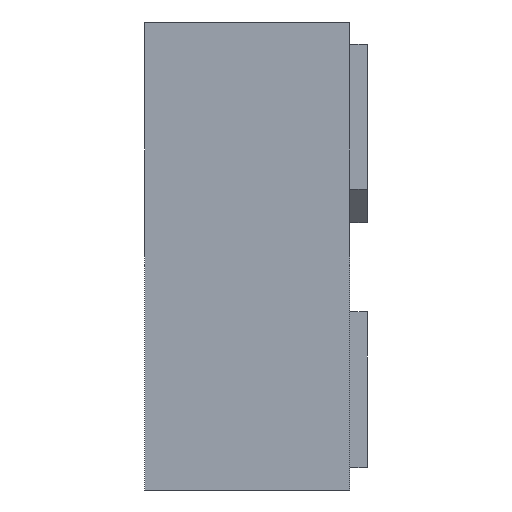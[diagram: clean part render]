
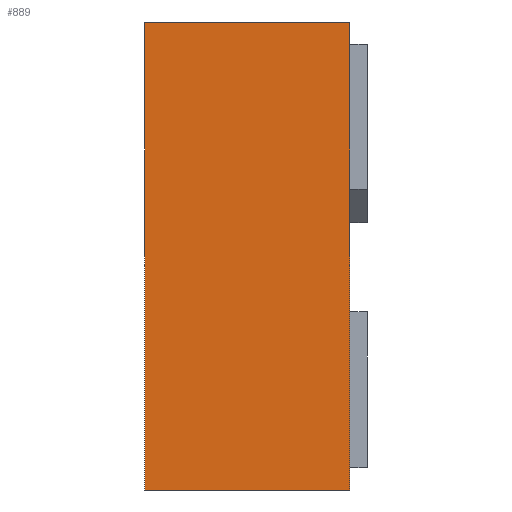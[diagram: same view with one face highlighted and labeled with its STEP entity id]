
A CAD part, left-side view. The second image highlights one B-rep face of the part: STEP entity #889.
In plain terms, the highlighted planar face has unit normal (-1, 0, 0).
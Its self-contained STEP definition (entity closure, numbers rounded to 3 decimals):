
#4 = EDGE_CURVE ( 'NONE', #364, #332, #590, .T. ) ;
#90 = LINE ( 'NONE', #229, #1512 ) ;
#124 = EDGE_CURVE ( 'NONE', #1415, #197, #353, .T. ) ;
#149 = CARTESIAN_POINT ( 'NONE',  ( 0., 0.46, -1.05 ) ) ;
#180 = AXIS2_PLACEMENT_3D ( 'NONE', #1334, #534, #920 ) ;
#197 = VERTEX_POINT ( 'NONE', #1589 ) ;
#229 = CARTESIAN_POINT ( 'NONE',  ( 0., 0.46, 0. ) ) ;
#232 = DIRECTION ( 'NONE',  ( 0., 0., 1. ) ) ;
#268 = FACE_OUTER_BOUND ( 'NONE', #431, .T. ) ;
#271 = LINE ( 'NONE', #1035, #844 ) ;
#305 = EDGE_CURVE ( 'NONE', #332, #197, #90, .T. ) ;
#332 = VERTEX_POINT ( 'NONE', #1048 ) ;
#353 = LINE ( 'NONE', #1509, #1043 ) ;
#364 = VERTEX_POINT ( 'NONE', #149 ) ;
#431 = EDGE_LOOP ( 'NONE', ( #980, #797, #1024, #1594 ) ) ;
#534 = DIRECTION ( 'NONE',  ( 1., 0., 0. ) ) ;
#590 = LINE ( 'NONE', #1497, #658 ) ;
#658 = VECTOR ( 'NONE', #835, 1000. ) ;
#797 = ORIENTED_EDGE ( 'NONE', *, *, #305, .F. ) ;
#835 = DIRECTION ( 'NONE',  ( 0., 0., 1. ) ) ;
#844 = VECTOR ( 'NONE', #1022, 1000. ) ;
#889 = ADVANCED_FACE ( 'NONE', ( #268 ), #1292, .F. ) ;
#920 = DIRECTION ( 'NONE',  ( 0., 0., -1. ) ) ;
#980 = ORIENTED_EDGE ( 'NONE', *, *, #124, .T. ) ;
#1022 = DIRECTION ( 'NONE',  ( 0., -1., 0. ) ) ;
#1024 = ORIENTED_EDGE ( 'NONE', *, *, #4, .F. ) ;
#1035 = CARTESIAN_POINT ( 'NONE',  ( 0., 0.46, -1.05 ) ) ;
#1043 = VECTOR ( 'NONE', #232, 1000. ) ;
#1048 = CARTESIAN_POINT ( 'NONE',  ( 0., 0.46, 0. ) ) ;
#1292 = PLANE ( 'NONE',  #180 ) ;
#1334 = CARTESIAN_POINT ( 'NONE',  ( 0., 0.46, 0. ) ) ;
#1369 = CARTESIAN_POINT ( 'NONE',  ( 0., 0., -1.05 ) ) ;
#1415 = VERTEX_POINT ( 'NONE', #1369 ) ;
#1497 = CARTESIAN_POINT ( 'NONE',  ( 0., 0.46, 0. ) ) ;
#1501 = DIRECTION ( 'NONE',  ( 0., -1., 0. ) ) ;
#1509 = CARTESIAN_POINT ( 'NONE',  ( 0., 0., 0. ) ) ;
#1512 = VECTOR ( 'NONE', #1501, 1000. ) ;
#1564 = EDGE_CURVE ( 'NONE', #364, #1415, #271, .T. ) ;
#1589 = CARTESIAN_POINT ( 'NONE',  ( 0., 0., 0. ) ) ;
#1594 = ORIENTED_EDGE ( 'NONE', *, *, #1564, .T. ) ;
